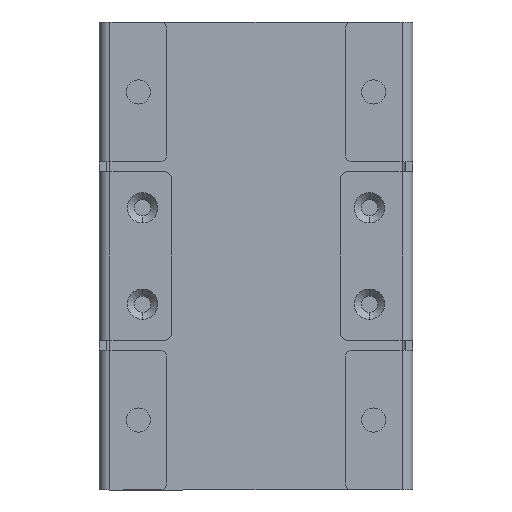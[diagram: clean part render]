
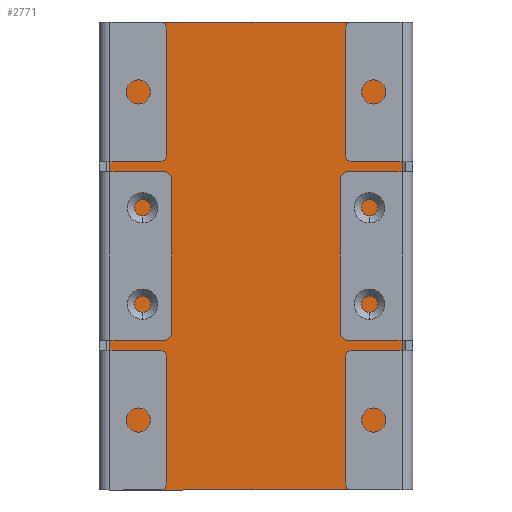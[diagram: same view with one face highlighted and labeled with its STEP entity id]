
A CAD part, front view. The second image highlights one B-rep face of the part: STEP entity #2771.
In plain terms, the highlighted planar face has unit normal (0, -1, 0).
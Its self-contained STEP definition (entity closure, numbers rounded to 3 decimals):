
#215 = DIRECTION ( 'NONE',  ( 0., 0., -1. ) ) ;
#408 = ORIENTED_EDGE ( 'NONE', *, *, #7331, .F. ) ;
#734 = CARTESIAN_POINT ( 'NONE',  ( -30.263, 0., 48.5 ) ) ;
#791 = CARTESIAN_POINT ( 'NONE',  ( 30.263, 0., 48.5 ) ) ;
#1242 = EDGE_CURVE ( 'NONE', #4037, #3417, #2228, .T. ) ;
#1760 = VECTOR ( 'NONE', #2001, 1000. ) ;
#1771 = VERTEX_POINT ( 'NONE', #4163 ) ;
#1996 = PLANE ( 'NONE',  #2934 ) ;
#2001 = DIRECTION ( 'NONE',  ( -1., 0., 0. ) ) ;
#2040 = CARTESIAN_POINT ( 'NONE',  ( 30.263, 0., 48.5 ) ) ;
#2065 = DIRECTION ( 'NONE',  ( 1., 0., 0. ) ) ;
#2228 = LINE ( 'NONE', #6821, #6308 ) ;
#2293 = ORIENTED_EDGE ( 'NONE', *, *, #3972, .F. ) ;
#2426 = EDGE_LOOP ( 'NONE', ( #2944, #2293, #408, #6553 ) ) ;
#2552 = DIRECTION ( 'NONE',  ( 0., 0., 1. ) ) ;
#2771 = ADVANCED_FACE ( 'NONE', ( #7020 ), #1996, .T. ) ;
#2934 = AXIS2_PLACEMENT_3D ( 'NONE', #6162, #4274, #6109 ) ;
#2944 = ORIENTED_EDGE ( 'NONE', *, *, #1242, .F. ) ;
#3106 = CARTESIAN_POINT ( 'NONE',  ( -30.263, 0., -48.5 ) ) ;
#3172 = CARTESIAN_POINT ( 'NONE',  ( -32.5, 0., -48.5 ) ) ;
#3417 = VERTEX_POINT ( 'NONE', #791 ) ;
#3533 = LINE ( 'NONE', #3106, #6998 ) ;
#3585 = LINE ( 'NONE', #3172, #1760 ) ;
#3879 = VERTEX_POINT ( 'NONE', #5905 ) ;
#3972 = EDGE_CURVE ( 'NONE', #3879, #4037, #3533, .T. ) ;
#4037 = VERTEX_POINT ( 'NONE', #734 ) ;
#4163 = CARTESIAN_POINT ( 'NONE',  ( 30.263, 0., -48.5 ) ) ;
#4274 = DIRECTION ( 'NONE',  ( 0., -1., 0. ) ) ;
#5905 = CARTESIAN_POINT ( 'NONE',  ( -30.263, 0., -48.5 ) ) ;
#6109 = DIRECTION ( 'NONE',  ( 0., 0., -1. ) ) ;
#6162 = CARTESIAN_POINT ( 'NONE',  ( 0., 0., 0. ) ) ;
#6308 = VECTOR ( 'NONE', #2065, 1000. ) ;
#6553 = ORIENTED_EDGE ( 'NONE', *, *, #6608, .F. ) ;
#6608 = EDGE_CURVE ( 'NONE', #3417, #1771, #6774, .T. ) ;
#6774 = LINE ( 'NONE', #2040, #7409 ) ;
#6821 = CARTESIAN_POINT ( 'NONE',  ( -32.5, 0., 48.5 ) ) ;
#6998 = VECTOR ( 'NONE', #2552, 1000. ) ;
#7020 = FACE_OUTER_BOUND ( 'NONE', #2426, .T. ) ;
#7331 = EDGE_CURVE ( 'NONE', #1771, #3879, #3585, .T. ) ;
#7409 = VECTOR ( 'NONE', #215, 1000. ) ;
